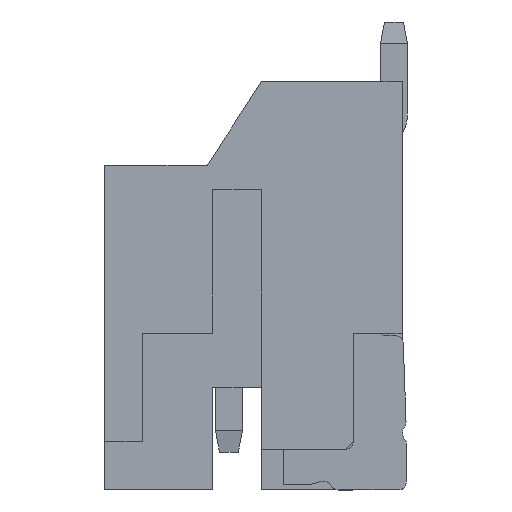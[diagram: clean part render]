
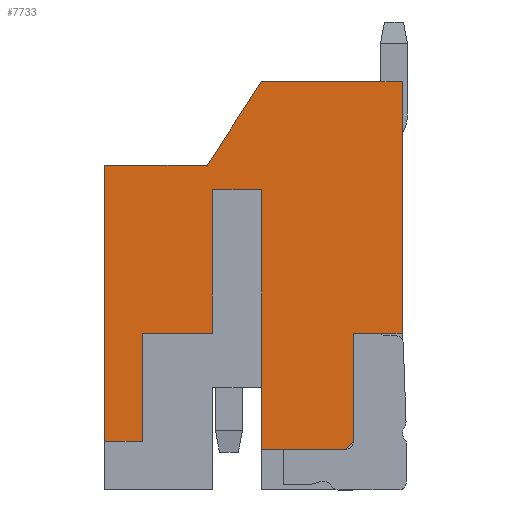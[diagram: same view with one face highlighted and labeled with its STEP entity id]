
A CAD part, left-side view. The second image highlights one B-rep face of the part: STEP entity #7733.
In plain terms, the highlighted planar face has unit normal (-1, 0, 0).
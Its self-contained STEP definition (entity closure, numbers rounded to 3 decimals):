
#1461=DIRECTION('',(0.,0.,-1.));
#1462=VECTOR('',#1461,5.1);
#1463=CARTESIAN_POINT('',(-9.95,0.,6.));
#1464=LINE('',#1463,#1462);
#1465=DIRECTION('',(0.,1.,0.));
#1466=VECTOR('',#1465,1.9);
#1467=CARTESIAN_POINT('',(-9.95,-1.9,6.));
#1468=LINE('',#1467,#1466);
#1469=DIRECTION('',(0.,0.542,-0.84));
#1470=VECTOR('',#1469,1.845);
#1471=CARTESIAN_POINT('',(-9.95,-2.9,7.55));
#1472=LINE('',#1471,#1470);
#1473=DIRECTION('',(0.,1.,0.));
#1474=VECTOR('',#1473,2.6);
#1475=CARTESIAN_POINT('',(-9.95,-5.5,7.55));
#1476=LINE('',#1475,#1474);
#1477=DIRECTION('',(0.,0.,1.));
#1478=VECTOR('',#1477,4.65);
#1479=CARTESIAN_POINT('',(-9.95,-5.5,2.9));
#1480=LINE('',#1479,#1478);
#1481=DIRECTION('',(0.,-0.707,0.707));
#1482=VECTOR('',#1481,0.212);
#1483=CARTESIAN_POINT('',(-9.95,-4.45,0.75));
#1484=LINE('',#1483,#1482);
#1485=DIRECTION('',(0.,-1.,0.));
#1486=VECTOR('',#1485,1.55);
#1487=CARTESIAN_POINT('',(-9.95,-2.9,0.75));
#1488=LINE('',#1487,#1486);
#1489=DIRECTION('',(0.,-1.,0.));
#1490=VECTOR('',#1489,1.3);
#1491=CARTESIAN_POINT('',(-9.95,-0.7,2.9));
#1492=LINE('',#1491,#1490);
#1497=DIRECTION('',(0.,0.,1.));
#1498=VECTOR('',#1497,2.65);
#1499=CARTESIAN_POINT('',(-9.95,-2.,2.9));
#1500=LINE('',#1499,#1498);
#1509=DIRECTION('',(0.,-1.,0.));
#1510=VECTOR('',#1509,0.9);
#1511=CARTESIAN_POINT('',(-9.95,-2.,5.55));
#1512=LINE('',#1511,#1510);
#1521=DIRECTION('',(0.,0.,-1.));
#1522=VECTOR('',#1521,4.8);
#1523=CARTESIAN_POINT('',(-9.95,-2.9,5.55));
#1524=LINE('',#1523,#1522);
#4123=DIRECTION('',(0.,-1.,0.));
#4124=VECTOR('',#4123,0.7);
#4125=CARTESIAN_POINT('',(-9.95,0.,0.9));
#4126=LINE('',#4125,#4124);
#4147=DIRECTION('',(0.,0.,1.));
#4148=VECTOR('',#4147,2.);
#4149=CARTESIAN_POINT('',(-9.95,-0.7,0.9));
#4150=LINE('',#4149,#4148);
#4223=DIRECTION('',(0.,-1.,0.));
#4224=VECTOR('',#4223,0.9);
#4225=CARTESIAN_POINT('',(-9.95,-4.6,2.9));
#4226=LINE('',#4225,#4224);
#4411=DIRECTION('',(0.,0.,1.));
#4412=VECTOR('',#4411,2.);
#4413=CARTESIAN_POINT('',(-9.95,-4.6,0.9));
#4414=LINE('',#4413,#4412);
#5099=CARTESIAN_POINT('',(-9.95,-1.9,6.));
#5100=VERTEX_POINT('',#5099);
#5101=CARTESIAN_POINT('',(-9.95,0.,6.));
#5102=VERTEX_POINT('',#5101);
#5317=CARTESIAN_POINT('',(-9.95,-5.5,2.9));
#5318=VERTEX_POINT('',#5317);
#5319=CARTESIAN_POINT('',(-9.95,-5.5,7.55));
#5320=VERTEX_POINT('',#5319);
#5357=CARTESIAN_POINT('',(-9.95,-2.9,0.75));
#5358=VERTEX_POINT('',#5357);
#5359=CARTESIAN_POINT('',(-9.95,-4.45,0.75));
#5360=VERTEX_POINT('',#5359);
#5427=CARTESIAN_POINT('',(-9.95,0.,0.9));
#5428=VERTEX_POINT('',#5427);
#5449=CARTESIAN_POINT('',(-9.95,-2.9,7.55));
#5450=VERTEX_POINT('',#5449);
#5451=CARTESIAN_POINT('',(-9.95,-0.7,2.9));
#5452=CARTESIAN_POINT('',(-9.95,-2.,2.9));
#5453=VERTEX_POINT('',#5451);
#5454=VERTEX_POINT('',#5452);
#5455=CARTESIAN_POINT('',(-9.95,-0.7,0.9));
#5456=VERTEX_POINT('',#5455);
#5457=CARTESIAN_POINT('',(-9.95,-4.6,2.9));
#5458=VERTEX_POINT('',#5457);
#5459=CARTESIAN_POINT('',(-9.95,-4.6,0.9));
#5460=VERTEX_POINT('',#5459);
#5461=CARTESIAN_POINT('',(-9.95,-2.9,5.55));
#5462=VERTEX_POINT('',#5461);
#5463=CARTESIAN_POINT('',(-9.95,-2.,5.55));
#5464=VERTEX_POINT('',#5463);
#7699=CARTESIAN_POINT('',(-9.95,-2.75,4.15));
#7700=DIRECTION('',(1.,0.,0.));
#7701=DIRECTION('',(0.,-1.,0.));
#7702=AXIS2_PLACEMENT_3D('',#7699,#7700,#7701);
#7703=PLANE('',#7702);
#7705=ORIENTED_EDGE('',*,*,#7704,.F.);
#7707=ORIENTED_EDGE('',*,*,#7706,.F.);
#7709=ORIENTED_EDGE('',*,*,#7708,.F.);
#7711=ORIENTED_EDGE('',*,*,#7710,.F.);
#7713=ORIENTED_EDGE('',*,*,#7712,.F.);
#7715=ORIENTED_EDGE('',*,*,#7714,.F.);
#7717=ORIENTED_EDGE('',*,*,#7716,.F.);
#7718=ORIENTED_EDGE('',*,*,#7151,.F.);
#7720=ORIENTED_EDGE('',*,*,#7719,.F.);
#7722=ORIENTED_EDGE('',*,*,#7721,.F.);
#7723=ORIENTED_EDGE('',*,*,#7687,.F.);
#7724=ORIENTED_EDGE('',*,*,#7260,.F.);
#7726=ORIENTED_EDGE('',*,*,#7725,.F.);
#7728=ORIENTED_EDGE('',*,*,#7727,.F.);
#7730=ORIENTED_EDGE('',*,*,#7729,.F.);
#7731=EDGE_LOOP('',(#7705,#7707,#7709,#7711,#7713,#7715,#7717,#7718,#7720,#7722,
#7723,#7724,#7726,#7728,#7730));
#7732=FACE_OUTER_BOUND('',#7731,.F.);
#7151=EDGE_CURVE('',#5318,#5320,#1480,.T.);
#7260=EDGE_CURVE('',#5358,#5360,#1488,.T.);
#7687=EDGE_CURVE('',#5360,#5460,#1484,.T.);
#7704=EDGE_CURVE('',#5453,#5454,#1492,.T.);
#7706=EDGE_CURVE('',#5456,#5453,#4150,.T.);
#7708=EDGE_CURVE('',#5428,#5456,#4126,.T.);
#7710=EDGE_CURVE('',#5102,#5428,#1464,.T.);
#7712=EDGE_CURVE('',#5100,#5102,#1468,.T.);
#7714=EDGE_CURVE('',#5450,#5100,#1472,.T.);
#7716=EDGE_CURVE('',#5320,#5450,#1476,.T.);
#7719=EDGE_CURVE('',#5458,#5318,#4226,.T.);
#7721=EDGE_CURVE('',#5460,#5458,#4414,.T.);
#7725=EDGE_CURVE('',#5462,#5358,#1524,.T.);
#7727=EDGE_CURVE('',#5464,#5462,#1512,.T.);
#7729=EDGE_CURVE('',#5454,#5464,#1500,.T.);
#7733=ADVANCED_FACE('',(#7732),#7703,.F.);
